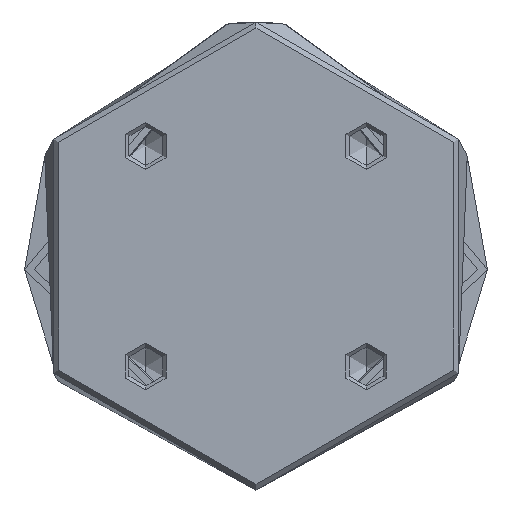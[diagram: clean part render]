
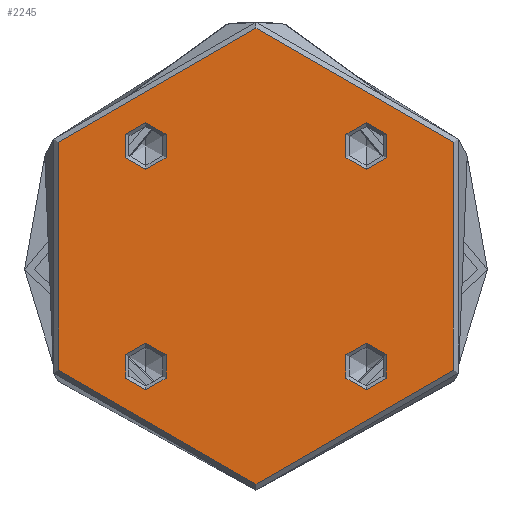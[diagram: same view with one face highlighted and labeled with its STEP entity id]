
A CAD part, front view. The second image highlights one B-rep face of the part: STEP entity #2245.
In plain terms, the highlighted face is planar.
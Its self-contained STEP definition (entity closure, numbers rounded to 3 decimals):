
#64 = CARTESIAN_POINT ( 'NONE',  ( 58.5, 0., 0. ) ) ;
#147 = EDGE_CURVE ( 'NONE', #1688, #548, #2640, .T. ) ;
#162 = DIRECTION ( 'NONE',  ( -1., 0., 0. ) ) ;
#171 = CARTESIAN_POINT ( 'NONE',  ( 34.284, -28.284, 0. ) ) ;
#235 = DIRECTION ( 'NONE',  ( -1., 0., 0. ) ) ;
#388 = EDGE_LOOP ( 'NONE', ( #2928, #2896 ) ) ;
#518 = EDGE_CURVE ( 'NONE', #1497, #5804, #1091, .T. ) ;
#548 = VERTEX_POINT ( 'NONE', #1251 ) ;
#577 = VERTEX_POINT ( 'NONE', #6760 ) ;
#589 = CARTESIAN_POINT ( 'NONE',  ( 0., 0., 0. ) ) ;
#630 = EDGE_LOOP ( 'NONE', ( #5304, #7931 ) ) ;
#711 = CIRCLE ( 'NONE', #2364, 6. ) ;
#860 = VERTEX_POINT ( 'NONE', #5261 ) ;
#942 = AXIS2_PLACEMENT_3D ( 'NONE', #980, #4481, #2715 ) ;
#980 = CARTESIAN_POINT ( 'NONE',  ( 28.284, -28.284, 0. ) ) ;
#1020 = AXIS2_PLACEMENT_3D ( 'NONE', #3795, #8234, #4431 ) ;
#1091 = CIRCLE ( 'NONE', #1514, 58.5 ) ;
#1120 = DIRECTION ( 'NONE',  ( 0., 0., 1. ) ) ;
#1251 = CARTESIAN_POINT ( 'NONE',  ( 22.284, -28.284, 0. ) ) ;
#1263 = FACE_BOUND ( 'NONE', #3151, .T. ) ;
#1317 = VERTEX_POINT ( 'NONE', #3090 ) ;
#1363 = DIRECTION ( 'NONE',  ( 0., 0., 1. ) ) ;
#1497 = VERTEX_POINT ( 'NONE', #4511 ) ;
#1514 = AXIS2_PLACEMENT_3D ( 'NONE', #589, #1554, #1581 ) ;
#1554 = DIRECTION ( 'NONE',  ( 0., 0., 1. ) ) ;
#1581 = DIRECTION ( 'NONE',  ( 1., 0., 0. ) ) ;
#1688 = VERTEX_POINT ( 'NONE', #171 ) ;
#1713 = EDGE_LOOP ( 'NONE', ( #4655, #7724 ) ) ;
#2004 = DIRECTION ( 'NONE',  ( 0., 0., 1. ) ) ;
#2036 = AXIS2_PLACEMENT_3D ( 'NONE', #6256, #2486, #6887 ) ;
#2245 = ADVANCED_FACE ( 'NONE', ( #7982, #1263, #2946, #5212, #7792 ), #3423, .F. ) ;
#2364 = AXIS2_PLACEMENT_3D ( 'NONE', #2710, #7131, #3336 ) ;
#2385 = CIRCLE ( 'NONE', #7928, 6. ) ;
#2486 = DIRECTION ( 'NONE',  ( 0., 0., -1. ) ) ;
#2492 = EDGE_LOOP ( 'NONE', ( #3972, #4213 ) ) ;
#2550 = CIRCLE ( 'NONE', #7744, 6. ) ;
#2640 = CIRCLE ( 'NONE', #942, 6. ) ;
#2710 = CARTESIAN_POINT ( 'NONE',  ( 28.284, 28.284, 0. ) ) ;
#2715 = DIRECTION ( 'NONE',  ( 1., 0., 0. ) ) ;
#2786 = DIRECTION ( 'NONE',  ( 0., 0., -1. ) ) ;
#2896 = ORIENTED_EDGE ( 'NONE', *, *, #6771, .F. ) ;
#2928 = ORIENTED_EDGE ( 'NONE', *, *, #3464, .F. ) ;
#2946 = FACE_BOUND ( 'NONE', #1713, .T. ) ;
#3026 = EDGE_CURVE ( 'NONE', #7801, #6362, #3058, .T. ) ;
#3058 = CIRCLE ( 'NONE', #6387, 6. ) ;
#3090 = CARTESIAN_POINT ( 'NONE',  ( 34.284, 28.284, 0. ) ) ;
#3151 = EDGE_LOOP ( 'NONE', ( #4145, #4694 ) ) ;
#3203 = CIRCLE ( 'NONE', #5891, 6. ) ;
#3336 = DIRECTION ( 'NONE',  ( 1., 0., 0. ) ) ;
#3423 = PLANE ( 'NONE',  #8010 ) ;
#3446 = VERTEX_POINT ( 'NONE', #3603 ) ;
#3464 = EDGE_CURVE ( 'NONE', #3446, #577, #2385, .T. ) ;
#3603 = CARTESIAN_POINT ( 'NONE',  ( -34.284, -28.284, 0. ) ) ;
#3795 = CARTESIAN_POINT ( 'NONE',  ( 0., 0., 0. ) ) ;
#3972 = ORIENTED_EDGE ( 'NONE', *, *, #518, .T. ) ;
#3980 = DIRECTION ( 'NONE',  ( 0., 0., -1. ) ) ;
#4053 = DIRECTION ( 'NONE',  ( 0., 0., -1. ) ) ;
#4145 = ORIENTED_EDGE ( 'NONE', *, *, #3026, .T. ) ;
#4213 = ORIENTED_EDGE ( 'NONE', *, *, #7462, .T. ) ;
#4230 = CARTESIAN_POINT ( 'NONE',  ( -34.284, 28.284, 0. ) ) ;
#4431 = DIRECTION ( 'NONE',  ( 1., 0., 0. ) ) ;
#4481 = DIRECTION ( 'NONE',  ( 0., 0., -1. ) ) ;
#4511 = CARTESIAN_POINT ( 'NONE',  ( -58.5, 0., 0. ) ) ;
#4655 = ORIENTED_EDGE ( 'NONE', *, *, #147, .T. ) ;
#4694 = ORIENTED_EDGE ( 'NONE', *, *, #4969, .T. ) ;
#4721 = CARTESIAN_POINT ( 'NONE',  ( -22.284, 28.284, 0. ) ) ;
#4882 = CARTESIAN_POINT ( 'NONE',  ( -28.284, -28.284, 0. ) ) ;
#4969 = EDGE_CURVE ( 'NONE', #6362, #7801, #6873, .T. ) ;
#5140 = CARTESIAN_POINT ( 'NONE',  ( 28.284, 28.284, 0. ) ) ;
#5212 = FACE_BOUND ( 'NONE', #630, .T. ) ;
#5261 = CARTESIAN_POINT ( 'NONE',  ( 22.284, 28.284, 0. ) ) ;
#5304 = ORIENTED_EDGE ( 'NONE', *, *, #6792, .F. ) ;
#5333 = EDGE_CURVE ( 'NONE', #860, #1317, #2550, .T. ) ;
#5530 = DIRECTION ( 'NONE',  ( -1., 0., 0. ) ) ;
#5652 = CIRCLE ( 'NONE', #1020, 58.5 ) ;
#5669 = EDGE_CURVE ( 'NONE', #548, #1688, #8166, .T. ) ;
#5761 = CARTESIAN_POINT ( 'NONE',  ( -28.284, -28.284, 0. ) ) ;
#5767 = DIRECTION ( 'NONE',  ( 1., 0., 0. ) ) ;
#5804 = VERTEX_POINT ( 'NONE', #64 ) ;
#5891 = AXIS2_PLACEMENT_3D ( 'NONE', #5761, #2004, #6414 ) ;
#6256 = CARTESIAN_POINT ( 'NONE',  ( 28.284, -28.284, 0. ) ) ;
#6362 = VERTEX_POINT ( 'NONE', #4721 ) ;
#6387 = AXIS2_PLACEMENT_3D ( 'NONE', #7763, #3980, #162 ) ;
#6414 = DIRECTION ( 'NONE',  ( -1., 0., 0. ) ) ;
#6568 = CARTESIAN_POINT ( 'NONE',  ( -28.284, 28.284, 0. ) ) ;
#6760 = CARTESIAN_POINT ( 'NONE',  ( -22.284, -28.284, 0. ) ) ;
#6771 = EDGE_CURVE ( 'NONE', #577, #3446, #3203, .T. ) ;
#6792 = EDGE_CURVE ( 'NONE', #1317, #860, #711, .T. ) ;
#6873 = CIRCLE ( 'NONE', #7458, 6. ) ;
#6887 = DIRECTION ( 'NONE',  ( 1., 0., 0. ) ) ;
#7131 = DIRECTION ( 'NONE',  ( 0., 0., 1. ) ) ;
#7192 = DIRECTION ( 'NONE',  ( -1., 0., 0. ) ) ;
#7458 = AXIS2_PLACEMENT_3D ( 'NONE', #6568, #2786, #7192 ) ;
#7462 = EDGE_CURVE ( 'NONE', #5804, #1497, #5652, .T. ) ;
#7724 = ORIENTED_EDGE ( 'NONE', *, *, #5669, .T. ) ;
#7744 = AXIS2_PLACEMENT_3D ( 'NONE', #5140, #1363, #5767 ) ;
#7763 = CARTESIAN_POINT ( 'NONE',  ( -28.284, 28.284, 0. ) ) ;
#7792 = FACE_OUTER_BOUND ( 'NONE', #2492, .T. ) ;
#7801 = VERTEX_POINT ( 'NONE', #4230 ) ;
#7845 = CARTESIAN_POINT ( 'NONE',  ( 0., 0., 0. ) ) ;
#7928 = AXIS2_PLACEMENT_3D ( 'NONE', #4882, #1120, #5530 ) ;
#7931 = ORIENTED_EDGE ( 'NONE', *, *, #5333, .F. ) ;
#7982 = FACE_BOUND ( 'NONE', #388, .T. ) ;
#8010 = AXIS2_PLACEMENT_3D ( 'NONE', #7845, #4053, #235 ) ;
#8166 = CIRCLE ( 'NONE', #2036, 6. ) ;
#8234 = DIRECTION ( 'NONE',  ( 0., 0., 1. ) ) ;
